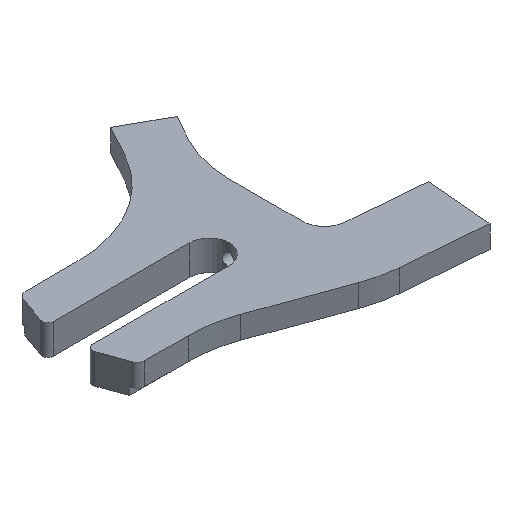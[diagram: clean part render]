
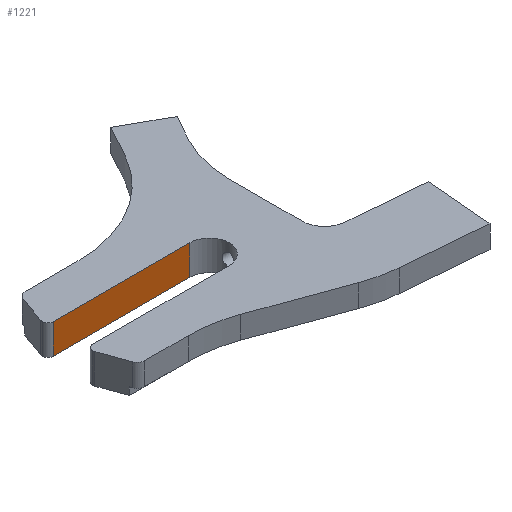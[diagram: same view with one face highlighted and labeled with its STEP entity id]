
A CAD part, isometric view. The second image highlights one B-rep face of the part: STEP entity #1221.
In plain terms, the highlighted planar face has unit normal (0, -1, 0).
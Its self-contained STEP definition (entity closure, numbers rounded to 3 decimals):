
#92 = VECTOR ( 'NONE', #531, 1000. ) ;
#97 = LINE ( 'NONE', #605, #1067 ) ;
#116 = LINE ( 'NONE', #1040, #233 ) ;
#171 = DIRECTION ( 'NONE',  ( 1., 0., 0. ) ) ;
#173 = VERTEX_POINT ( 'NONE', #829 ) ;
#233 = VECTOR ( 'NONE', #1149, 1000. ) ;
#247 = DIRECTION ( 'NONE',  ( 0., -1., 0. ) ) ;
#267 = EDGE_CURVE ( 'NONE', #294, #1088, #97, .T. ) ;
#294 = VERTEX_POINT ( 'NONE', #1031 ) ;
#334 = ORIENTED_EDGE ( 'NONE', *, *, #1078, .F. ) ;
#359 = CARTESIAN_POINT ( 'NONE',  ( 0., 5.25, 6. ) ) ;
#444 = PLANE ( 'NONE',  #1124 ) ;
#531 = DIRECTION ( 'NONE',  ( 0., 0., -1. ) ) ;
#590 = EDGE_LOOP ( 'NONE', ( #958, #785, #334, #877 ) ) ;
#605 = CARTESIAN_POINT ( 'NONE',  ( 0., 5.25, -2. ) ) ;
#667 = CARTESIAN_POINT ( 'NONE',  ( -36.5, 5.25, 6. ) ) ;
#697 = VERTEX_POINT ( 'NONE', #667 ) ;
#738 = EDGE_CURVE ( 'NONE', #173, #697, #1283, .T. ) ;
#766 = FACE_OUTER_BOUND ( 'NONE', #590, .T. ) ;
#785 = ORIENTED_EDGE ( 'NONE', *, *, #267, .T. ) ;
#829 = CARTESIAN_POINT ( 'NONE',  ( 0., 5.25, 6. ) ) ;
#847 = CARTESIAN_POINT ( 'NONE',  ( 0., 5.25, 6. ) ) ;
#877 = ORIENTED_EDGE ( 'NONE', *, *, #738, .T. ) ;
#916 = DIRECTION ( 'NONE',  ( 1., 0., 0. ) ) ;
#943 = VECTOR ( 'NONE', #1198, 1000. ) ;
#958 = ORIENTED_EDGE ( 'NONE', *, *, #1035, .T. ) ;
#1031 = CARTESIAN_POINT ( 'NONE',  ( -36.5, 5.25, -2. ) ) ;
#1035 = EDGE_CURVE ( 'NONE', #697, #294, #116, .T. ) ;
#1040 = CARTESIAN_POINT ( 'NONE',  ( -36.5, 5.25, 6. ) ) ;
#1067 = VECTOR ( 'NONE', #916, 1000. ) ;
#1078 = EDGE_CURVE ( 'NONE', #173, #1088, #1240, .T. ) ;
#1088 = VERTEX_POINT ( 'NONE', #1254 ) ;
#1124 = AXIS2_PLACEMENT_3D ( 'NONE', #1179, #247, #171 ) ;
#1149 = DIRECTION ( 'NONE',  ( 0., 0., -1. ) ) ;
#1179 = CARTESIAN_POINT ( 'NONE',  ( 0., 5.25, 6. ) ) ;
#1198 = DIRECTION ( 'NONE',  ( -1., 0., 0. ) ) ;
#1221 = ADVANCED_FACE ( 'NONE', ( #766 ), #444, .T. ) ;
#1240 = LINE ( 'NONE', #847, #92 ) ;
#1254 = CARTESIAN_POINT ( 'NONE',  ( 0., 5.25, -2. ) ) ;
#1283 = LINE ( 'NONE', #359, #943 ) ;
